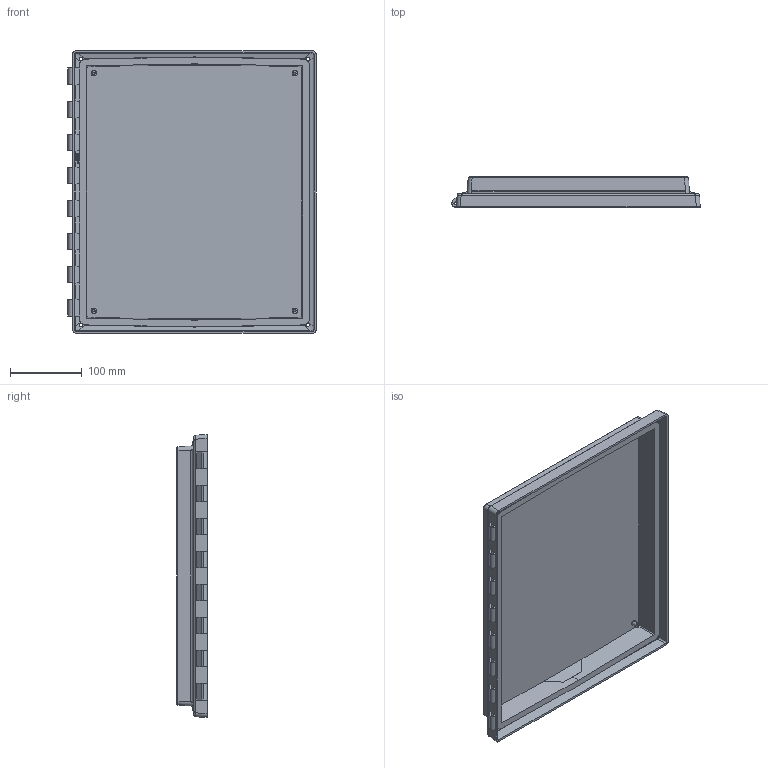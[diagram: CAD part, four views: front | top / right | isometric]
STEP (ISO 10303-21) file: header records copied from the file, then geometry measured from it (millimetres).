
FILE_DESCRIPTION (( 'STEP AP214' ), '1' );
FILE_NAME ('14x12_hinge_cover.STEP', '2009-07-01T10:14:48', ( '' ), ( '' ), 'SwSTEP 2.0', 'SolidWorks 2008', '' );
FILE_SCHEMA (( 'AUTOMOTIVE_DESIGN' ));
Length unit declared in the file: millimetre
Products named in the file (1): 14x12_hinge_cover
Bounding box: 345.38 x 42 x 393.34 mm (x, y, z)
Volume: 788249.4 mm3; surface area: 388841 mm2
Topology: 1 solids, 1 shells, 322 faces, 893 edges, 582 vertices
Faces by surface type: plane 152, cylinder 97, bspline 61, cone 12
Entity records: 14060 total; most frequent: CARTESIAN_POINT 6464, ORIENTED_EDGE 1786, DIRECTION 1289, EDGE_CURVE 893, VERTEX_POINT 582, VECTOR 441, LINE 441, AXIS2_PLACEMENT_3D 424
